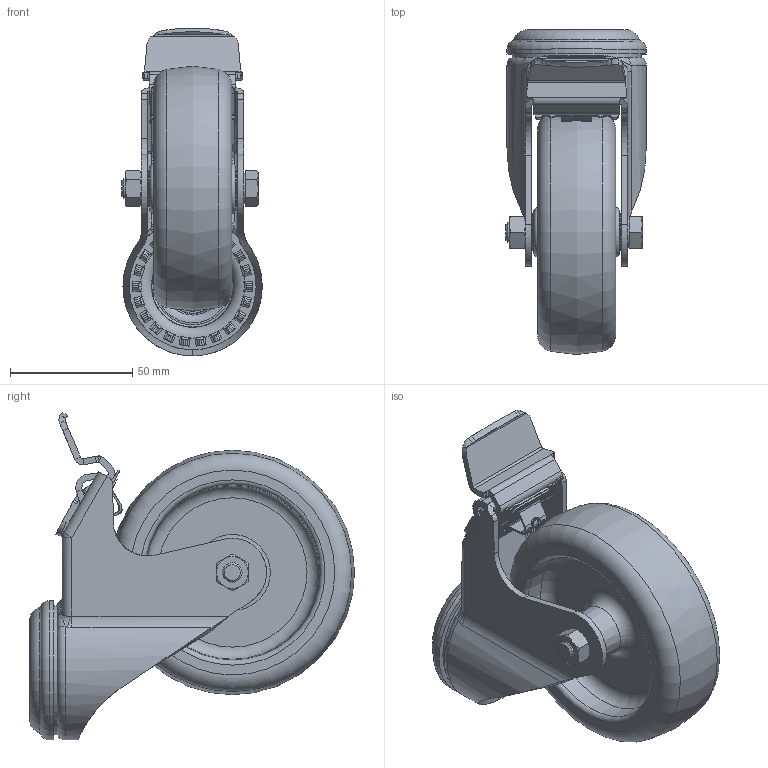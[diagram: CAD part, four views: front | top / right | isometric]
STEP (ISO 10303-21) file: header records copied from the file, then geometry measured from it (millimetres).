
FILE_DESCRIPTION(/* description */ ('Lenkrolle mit Feststeller D100'),/* implementation_level */ '2;1');
FILE_NAME(/* name */ 'Syskomp 412541246 Lenkrolle mit Feststeller D100.stp',/* time_stamp */ '2017-07-07T11:50:00+02:00',/* author */ ('wheldmann'),/* organization */ (''),/* preprocessor_version */ 'ST-DEVELOPER v16.1',/* originating_system */ 'Autodesk Inventor 2016',/* authorisation */ '');
FILE_SCHEMA (('AUTOMOTIVE_DESIGN { 1 0 10303 214 3 1 1 }'));
Products named in the file (1): 412541246 Lenkrolle mit Feststeller D100
Bounding box: 57.5 x 133 x 134.11 mm (x, y, z)
Volume: 220863.3 mm3; surface area: 67957.7 mm2
Topology: 1 solids, 1 shells, 1048 faces, 2908 edges, 1861 vertices
Faces by surface type: cylinder 335, plane 321, bspline 200, torus 125, cone 63, sphere 4
Full cylindrical faces by diameter (mm): 8 x1, 12.999 x1, 13 x1, 15 x2, 20.45 x1, 52.761 x1, 57 x1
Entity records: 46644 total; most frequent: CARTESIAN_POINT 20498, ORIENTED_EDGE 5688, DIRECTION 4713, EDGE_CURVE 2844, VERTEX_POINT 1845, AXIS2_PLACEMENT_3D 1781, LINE 1151, VECTOR 1151
